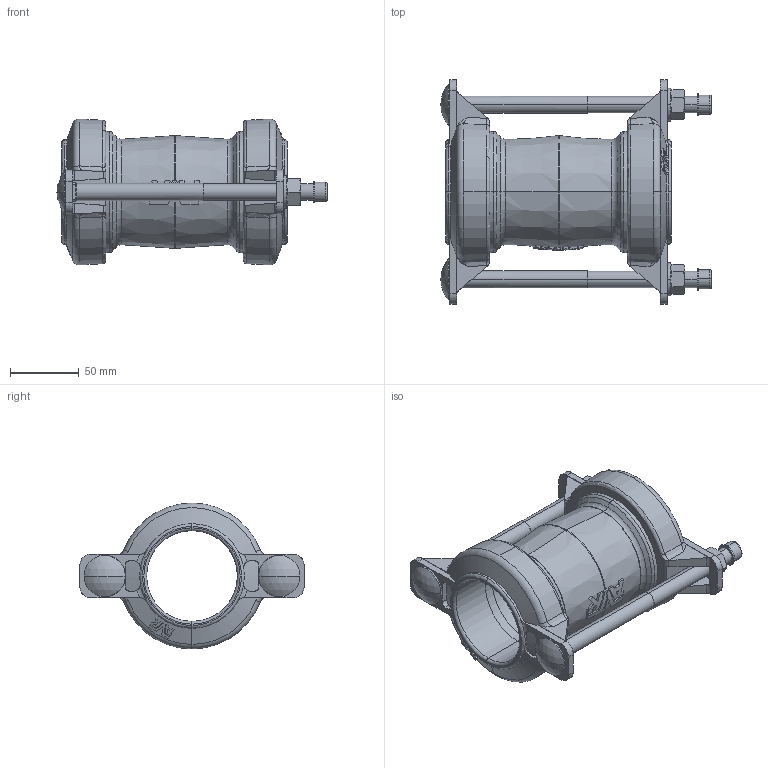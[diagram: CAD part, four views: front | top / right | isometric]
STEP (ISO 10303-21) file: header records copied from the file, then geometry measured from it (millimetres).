
FILE_DESCRIPTION (( 'STEP AP203' ), '1' );
FILE_NAME ('O_601_A_DN040_046-063mm_001XXXX_AA1_step.step', '2015-08-25T11:36:28', ( 'Windows User' ), ( 'AVK' ), 'SwSTEP 2.0', 'SolidWorks 2012', '' );
FILE_SCHEMA (( 'CONFIG_CONTROL_DESIGN' ));
Length unit declared in the file: millimetre
Products named in the file (1): O_601_A_DN040_046-063mm_001XXXX_AA1_step
Bounding box: 196.5 x 163 x 106.09 mm (x, y, z)
Volume: 509657.1 mm3; surface area: 124277.2 mm2
Topology: 1 solids, 1 shells, 674 faces, 1812 edges, 1144 vertices
Faces by surface type: cylinder 269, plane 230, cone 65, torus 50, bspline 48, sphere 12
Entity records: 26024 total; most frequent: CARTESIAN_POINT 10726, ORIENTED_EDGE 3608, DIRECTION 2636, EDGE_CURVE 1804, VERTEX_POINT 1144, AXIS2_PLACEMENT_3D 1013, EDGE_LOOP 708, B_SPLINE_CURVE_WITH_KNOTS 690
